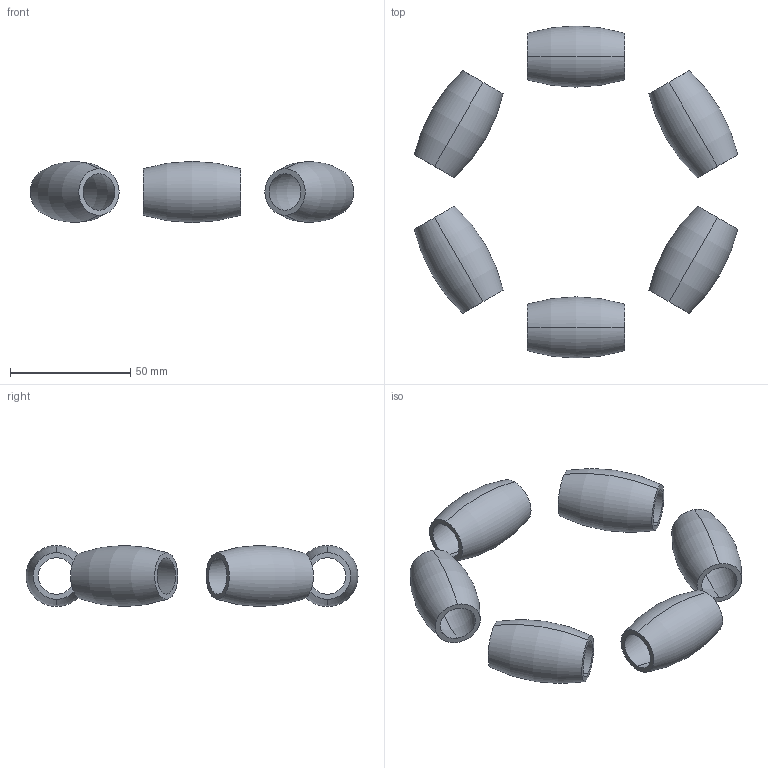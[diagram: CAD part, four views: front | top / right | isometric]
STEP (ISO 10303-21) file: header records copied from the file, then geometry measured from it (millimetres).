
FILE_DESCRIPTION (( 'STEP AP214' ), '1' );
FILE_NAME ('RollerSkin.STEP', '2023-09-14T08:50:46', ( '' ), ( '' ), 'SwSTEP 2.0', 'SolidWorks 2020', '' );
FILE_SCHEMA (( 'AUTOMOTIVE_DESIGN' ));
Length unit declared in the file: millimetre
Products named in the file (1): RollerSkin
Bounding box: 134.46 x 138 x 25.4 mm (x, y, z)
Volume: 32974.7 mm3; surface area: 34337.4 mm2
Topology: 6 solids, 6 shells, 36 faces, 72 edges, 48 vertices
Faces by surface type: torus 24, plane 12
Entity records: 1091 total; most frequent: DIRECTION 218, CARTESIAN_POINT 157, ORIENTED_EDGE 144, AXIS2_PLACEMENT_3D 109, CIRCLE 72, EDGE_CURVE 72, VERTEX_POINT 48, EDGE_LOOP 48
